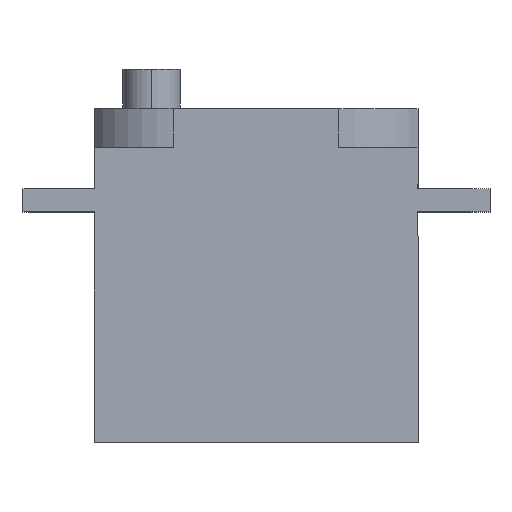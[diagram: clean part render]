
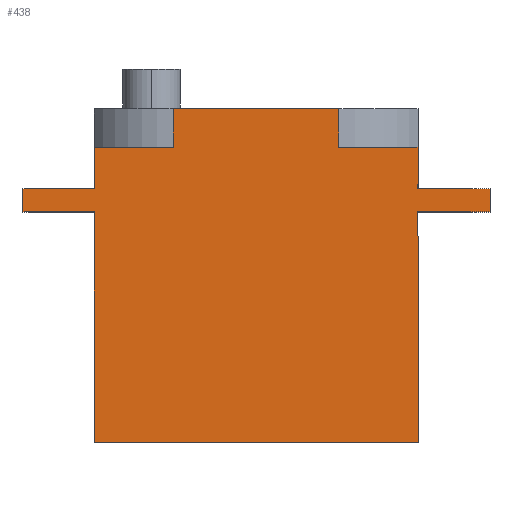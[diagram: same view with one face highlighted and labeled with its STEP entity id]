
A CAD part, top view. The second image highlights one B-rep face of the part: STEP entity #438.
In plain terms, the highlighted planar face has unit normal (0, 0, 1).
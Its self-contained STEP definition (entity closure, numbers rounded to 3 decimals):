
#1 = VERTEX_POINT ( 'NONE', #842 ) ;
#4 = CARTESIAN_POINT ( 'NONE',  ( -5.75, 12.9, 12.85 ) ) ;
#5 = VECTOR ( 'NONE', #179, 1000. ) ;
#10 = VERTEX_POINT ( 'NONE', #756 ) ;
#15 = CARTESIAN_POINT ( 'NONE',  ( -11.25, 7.35, 12.85 ) ) ;
#30 = EDGE_CURVE ( 'NONE', #631, #50, #281, .T. ) ;
#47 = LINE ( 'NONE', #832, #408 ) ;
#48 = CARTESIAN_POINT ( 'NONE',  ( -16.25, 7.35, 12.85 ) ) ;
#50 = VERTEX_POINT ( 'NONE', #73 ) ;
#60 = DIRECTION ( 'NONE',  ( 0., -1., 0. ) ) ;
#66 = DIRECTION ( 'NONE',  ( -1., 0., 0. ) ) ;
#73 = CARTESIAN_POINT ( 'NONE',  ( -5.75, 10.25, 12.85 ) ) ;
#79 = VECTOR ( 'NONE', #252, 1000. ) ;
#81 = VECTOR ( 'NONE', #856, 1000. ) ;
#98 = EDGE_CURVE ( 'NONE', #10, #849, #745, .T. ) ;
#108 = ORIENTED_EDGE ( 'NONE', *, *, #623, .T. ) ;
#110 = CARTESIAN_POINT ( 'NONE',  ( 5.75, 12.9, 12.85 ) ) ;
#111 = EDGE_CURVE ( 'NONE', #211, #671, #138, .T. ) ;
#134 = LINE ( 'NONE', #394, #825 ) ;
#138 = LINE ( 'NONE', #298, #81 ) ;
#148 = CARTESIAN_POINT ( 'NONE',  ( -11.25, 5.75, 12.85 ) ) ;
#154 = VERTEX_POINT ( 'NONE', #864 ) ;
#157 = CARTESIAN_POINT ( 'NONE',  ( 16.25, 7.35, 12.85 ) ) ;
#175 = CARTESIAN_POINT ( 'NONE',  ( -16.25, 7.35, 12.85 ) ) ;
#179 = DIRECTION ( 'NONE',  ( 1., 0., 0. ) ) ;
#182 = EDGE_CURVE ( 'NONE', #210, #871, #941, .T. ) ;
#194 = ORIENTED_EDGE ( 'NONE', *, *, #895, .T. ) ;
#207 = CARTESIAN_POINT ( 'NONE',  ( 11.25, -10.25, 12.85 ) ) ;
#208 = VECTOR ( 'NONE', #66, 1000. ) ;
#210 = VERTEX_POINT ( 'NONE', #327 ) ;
#211 = VERTEX_POINT ( 'NONE', #643 ) ;
#216 = EDGE_CURVE ( 'NONE', #10, #923, #719, .T. ) ;
#222 = CARTESIAN_POINT ( 'NONE',  ( 11.25, 10.25, 12.85 ) ) ;
#240 = ORIENTED_EDGE ( 'NONE', *, *, #216, .F. ) ;
#252 = DIRECTION ( 'NONE',  ( 0., 1., 0. ) ) ;
#278 = VECTOR ( 'NONE', #748, 1000. ) ;
#281 = LINE ( 'NONE', #290, #332 ) ;
#285 = EDGE_CURVE ( 'NONE', #781, #876, #475, .T. ) ;
#290 = CARTESIAN_POINT ( 'NONE',  ( -5.75, 12.9, 12.85 ) ) ;
#298 = CARTESIAN_POINT ( 'NONE',  ( -11.25, -10.25, 12.85 ) ) ;
#305 = CARTESIAN_POINT ( 'NONE',  ( -16.25, 5.75, 12.85 ) ) ;
#317 = EDGE_CURVE ( 'NONE', #923, #1004, #423, .T. ) ;
#327 = CARTESIAN_POINT ( 'NONE',  ( 16.25, 5.75, 12.85 ) ) ;
#332 = VECTOR ( 'NONE', #371, 1000. ) ;
#334 = ORIENTED_EDGE ( 'NONE', *, *, #111, .T. ) ;
#339 = CARTESIAN_POINT ( 'NONE',  ( 11.25, -10.25, 12.85 ) ) ;
#343 = VECTOR ( 'NONE', #670, 1000. ) ;
#355 = CARTESIAN_POINT ( 'NONE',  ( 11.25, 10.25, 12.85 ) ) ;
#371 = DIRECTION ( 'NONE',  ( 0., -1., 0. ) ) ;
#394 = CARTESIAN_POINT ( 'NONE',  ( -11.25, 10.25, 12.85 ) ) ;
#401 = VECTOR ( 'NONE', #616, 1000. ) ;
#408 = VECTOR ( 'NONE', #60, 1000. ) ;
#410 = ORIENTED_EDGE ( 'NONE', *, *, #182, .T. ) ;
#411 = CARTESIAN_POINT ( 'NONE',  ( 16.25, 7.35, 12.85 ) ) ;
#420 = LINE ( 'NONE', #4, #5 ) ;
#423 = LINE ( 'NONE', #48, #617 ) ;
#424 = DIRECTION ( 'NONE',  ( 1., 0., 0. ) ) ;
#426 = CARTESIAN_POINT ( 'NONE',  ( -5.75, 12.9, 12.85 ) ) ;
#438 = ADVANCED_FACE ( 'NONE', ( #971 ), #967, .F. ) ;
#440 = DIRECTION ( 'NONE',  ( -1., 0., 0. ) ) ;
#474 = LINE ( 'NONE', #110, #755 ) ;
#475 = LINE ( 'NONE', #339, #79 ) ;
#478 = ORIENTED_EDGE ( 'NONE', *, *, #30, .T. ) ;
#480 = ORIENTED_EDGE ( 'NONE', *, *, #285, .T. ) ;
#481 = CARTESIAN_POINT ( 'NONE',  ( 5.75, 10.25, 12.85 ) ) ;
#485 = VECTOR ( 'NONE', #494, 1000. ) ;
#494 = DIRECTION ( 'NONE',  ( 0., 1., 0. ) ) ;
#509 = VERTEX_POINT ( 'NONE', #982 ) ;
#518 = EDGE_CURVE ( 'NONE', #876, #965, #677, .T. ) ;
#525 = EDGE_CURVE ( 'NONE', #849, #211, #47, .T. ) ;
#540 = ORIENTED_EDGE ( 'NONE', *, *, #317, .F. ) ;
#542 = ORIENTED_EDGE ( 'NONE', *, *, #932, .F. ) ;
#548 = ORIENTED_EDGE ( 'NONE', *, *, #951, .F. ) ;
#570 = DIRECTION ( 'NONE',  ( 0., 1., 0. ) ) ;
#578 = DIRECTION ( 'NONE',  ( 0., 0., -1. ) ) ;
#586 = CARTESIAN_POINT ( 'NONE',  ( -11.25, -10.25, 12.85 ) ) ;
#616 = DIRECTION ( 'NONE',  ( 1., 0., 0. ) ) ;
#617 = VECTOR ( 'NONE', #424, 1000. ) ;
#623 = EDGE_CURVE ( 'NONE', #1, #1004, #689, .T. ) ;
#627 = VECTOR ( 'NONE', #440, 1000. ) ;
#631 = VERTEX_POINT ( 'NONE', #426 ) ;
#642 = EDGE_CURVE ( 'NONE', #154, #965, #474, .T. ) ;
#643 = CARTESIAN_POINT ( 'NONE',  ( -11.25, -10.25, 12.85 ) ) ;
#670 = DIRECTION ( 'NONE',  ( 0., -1., 0. ) ) ;
#671 = VERTEX_POINT ( 'NONE', #990 ) ;
#676 = LINE ( 'NONE', #841, #208 ) ;
#677 = LINE ( 'NONE', #836, #627 ) ;
#689 = LINE ( 'NONE', #586, #343 ) ;
#692 = ORIENTED_EDGE ( 'NONE', *, *, #98, .T. ) ;
#698 = EDGE_CURVE ( 'NONE', #671, #509, #940, .T. ) ;
#708 = DIRECTION ( 'NONE',  ( -1., 0., 0. ) ) ;
#715 = ORIENTED_EDGE ( 'NONE', *, *, #698, .T. ) ;
#717 = DIRECTION ( 'NONE',  ( -1., 0., 0. ) ) ;
#719 = LINE ( 'NONE', #726, #859 ) ;
#724 = ORIENTED_EDGE ( 'NONE', *, *, #838, .T. ) ;
#726 = CARTESIAN_POINT ( 'NONE',  ( -16.25, 7.35, 12.85 ) ) ;
#727 = AXIS2_PLACEMENT_3D ( 'NONE', #355, #578, #819 ) ;
#745 = LINE ( 'NONE', #305, #401 ) ;
#748 = DIRECTION ( 'NONE',  ( 0., 1., 0. ) ) ;
#755 = VECTOR ( 'NONE', #803, 1000. ) ;
#756 = CARTESIAN_POINT ( 'NONE',  ( -16.25, 5.75, 12.85 ) ) ;
#765 = LINE ( 'NONE', #937, #839 ) ;
#766 = CARTESIAN_POINT ( 'NONE',  ( 11.25, 7.35, 12.85 ) ) ;
#781 = VERTEX_POINT ( 'NONE', #766 ) ;
#803 = DIRECTION ( 'NONE',  ( 0., -1., 0. ) ) ;
#819 = DIRECTION ( 'NONE',  ( -1., 0., 0. ) ) ;
#820 = ORIENTED_EDGE ( 'NONE', *, *, #518, .T. ) ;
#825 = VECTOR ( 'NONE', #717, 1000. ) ;
#832 = CARTESIAN_POINT ( 'NONE',  ( -11.25, -10.25, 12.85 ) ) ;
#836 = CARTESIAN_POINT ( 'NONE',  ( -11.25, 10.25, 12.85 ) ) ;
#838 = EDGE_CURVE ( 'NONE', #871, #781, #676, .T. ) ;
#839 = VECTOR ( 'NONE', #708, 1000. ) ;
#841 = CARTESIAN_POINT ( 'NONE',  ( 16.25, 7.35, 12.85 ) ) ;
#842 = CARTESIAN_POINT ( 'NONE',  ( -11.25, 10.25, 12.85 ) ) ;
#849 = VERTEX_POINT ( 'NONE', #148 ) ;
#856 = DIRECTION ( 'NONE',  ( 1., 0., 0. ) ) ;
#859 = VECTOR ( 'NONE', #570, 1000. ) ;
#864 = CARTESIAN_POINT ( 'NONE',  ( 5.75, 12.9, 12.85 ) ) ;
#871 = VERTEX_POINT ( 'NONE', #157 ) ;
#872 = ORIENTED_EDGE ( 'NONE', *, *, #525, .T. ) ;
#876 = VERTEX_POINT ( 'NONE', #222 ) ;
#895 = EDGE_CURVE ( 'NONE', #50, #1, #134, .T. ) ;
#923 = VERTEX_POINT ( 'NONE', #175 ) ;
#932 = EDGE_CURVE ( 'NONE', #210, #509, #765, .T. ) ;
#937 = CARTESIAN_POINT ( 'NONE',  ( 16.25, 5.75, 12.85 ) ) ;
#940 = LINE ( 'NONE', #207, #278 ) ;
#941 = LINE ( 'NONE', #411, #485 ) ;
#942 = ORIENTED_EDGE ( 'NONE', *, *, #642, .F. ) ;
#951 = EDGE_CURVE ( 'NONE', #631, #154, #420, .T. ) ;
#955 = EDGE_LOOP ( 'NONE', ( #715, #542, #410, #724, #480, #820, #942, #548, #478, #194, #108, #540, #240, #692, #872, #334 ) ) ;
#965 = VERTEX_POINT ( 'NONE', #481 ) ;
#967 = PLANE ( 'NONE',  #727 ) ;
#971 = FACE_OUTER_BOUND ( 'NONE', #955, .T. ) ;
#982 = CARTESIAN_POINT ( 'NONE',  ( 11.25, 5.75, 12.85 ) ) ;
#990 = CARTESIAN_POINT ( 'NONE',  ( 11.25, -10.25, 12.85 ) ) ;
#1004 = VERTEX_POINT ( 'NONE', #15 ) ;
